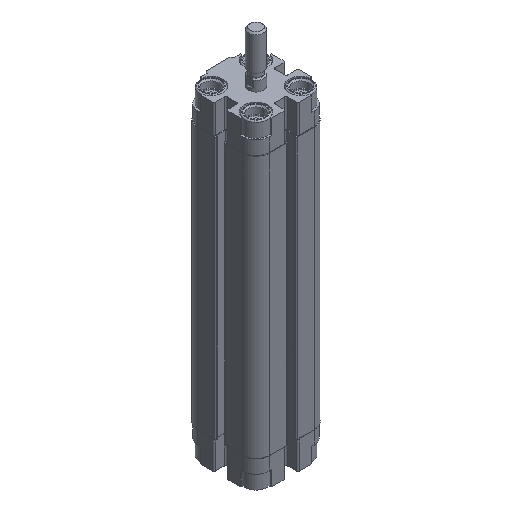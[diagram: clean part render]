
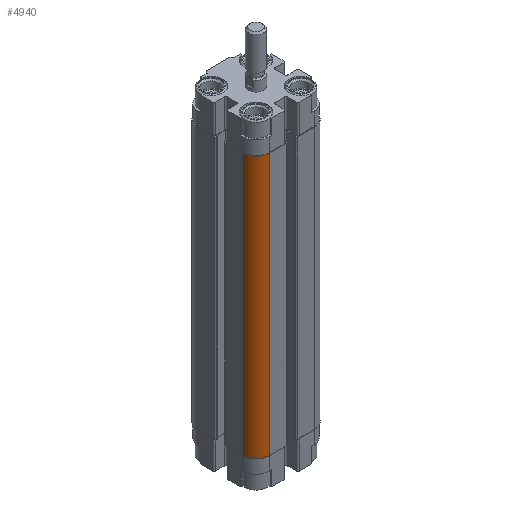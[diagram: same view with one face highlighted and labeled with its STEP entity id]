
A CAD part, isometric view. The second image highlights one B-rep face of the part: STEP entity #4940.
In plain terms, the highlighted cylindrical face has radius 5.5 mm (diameter 11 mm), a partial arc.
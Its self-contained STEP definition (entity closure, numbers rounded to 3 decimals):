
#123=CYLINDRICAL_SURFACE('',#5444,5.5);
#486=FACE_OUTER_BOUND('',#824,.T.);
#824=EDGE_LOOP('',(#4269,#4270,#4271,#4272));
#1218=CIRCLE('',#5323,5.5);
#1266=CIRCLE('',#5377,5.5);
#1422=LINE('',#7413,#1784);
#1742=LINE('',#8381,#2104);
#1784=VECTOR('',#5781,105.);
#2104=VECTOR('',#6767,105.);
#2163=VERTEX_POINT('',#7410);
#2164=VERTEX_POINT('',#7412);
#2376=VERTEX_POINT('',#8040);
#2468=VERTEX_POINT('',#8236);
#2649=EDGE_CURVE('',#2164,#2163,#1422,.T.);
#2961=EDGE_CURVE('',#2164,#2376,#1218,.T.);
#3060=EDGE_CURVE('',#2163,#2468,#1266,.T.);
#3135=EDGE_CURVE('',#2376,#2468,#1742,.T.);
#4269=ORIENTED_EDGE('',*,*,#3060,.T.);
#4270=ORIENTED_EDGE('',*,*,#3135,.F.);
#4271=ORIENTED_EDGE('',*,*,#2961,.F.);
#4272=ORIENTED_EDGE('',*,*,#2649,.T.);
#4940=ADVANCED_FACE('',(#486),#123,.T.);
#5323=AXIS2_PLACEMENT_3D('',#8041,#6409,#6410);
#5377=AXIS2_PLACEMENT_3D('',#8238,#6568,#6569);
#5444=AXIS2_PLACEMENT_3D('',#8382,#6768,#6769);
#5781=DIRECTION('',(0.,0.,-1.));
#6409=DIRECTION('center_axis',(0.,0.,1.));
#6410=DIRECTION('ref_axis',(1.,0.,0.));
#6568=DIRECTION('center_axis',(0.,0.,1.));
#6569=DIRECTION('ref_axis',(1.,0.,0.));
#6767=DIRECTION('',(0.,0.,-1.));
#6768=DIRECTION('center_axis',(0.,0.,1.));
#6769=DIRECTION('ref_axis',(-1.,0.,0.));
#7410=CARTESIAN_POINT('',(-14.5,-9.,4.5));
#7412=CARTESIAN_POINT('',(-14.5,-9.,109.5));
#7413=CARTESIAN_POINT('',(-14.5,-9.,109.5));
#8040=CARTESIAN_POINT('',(-9.,-14.5,109.5));
#8041=CARTESIAN_POINT('Origin',(-9.,-9.,109.5));
#8236=CARTESIAN_POINT('',(-9.,-14.5,4.5));
#8238=CARTESIAN_POINT('Origin',(-9.,-9.,4.5));
#8381=CARTESIAN_POINT('',(-9.,-14.5,109.5));
#8382=CARTESIAN_POINT('Origin',(-9.,-9.,109.5));
